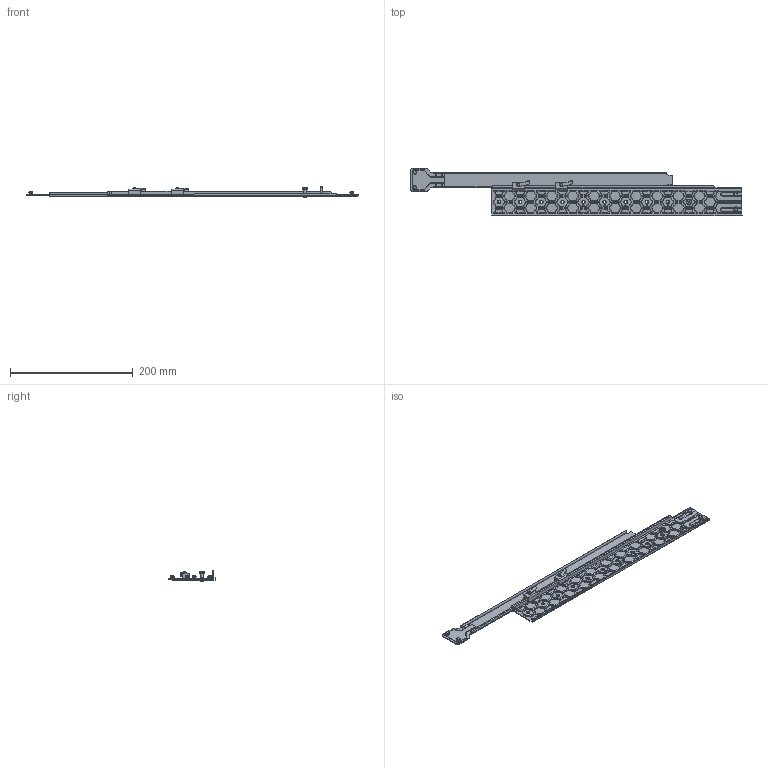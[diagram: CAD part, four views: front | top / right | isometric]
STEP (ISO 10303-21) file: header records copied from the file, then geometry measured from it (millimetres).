
FILE_DESCRIPTION(/* description */ ('STEP AP203'),/* implementation_level */ '2;1');
FILE_NAME(/* name */ 'PB-2IN1-SYNCHROPRO.stp',/* time_stamp */ '2022-12-28T14:55:22+01:00',/* author */ ('tomaszw'),/* organization */ (''),/* preprocessor_version */ 'ST-DEVELOPER v19.2',/* originating_system */ 'Autodesk Inventor 2023',/* authorisation */ '');
FILE_SCHEMA (('AUTOMOTIVE_DESIGN { 1 0 10303 214 3 1 1 }'));
Products named in the file (11): ³éÌë¿î3DÍ¼µµ; HG-FH-OD-020; Á¬½ÓÇÅ·½°¸; HG-FH-OD-025; HG-FH-OD-066-01; HG-FH-OD-057; HG-FH-OD-065; HG-FH-OD-070; HG-FH-OD-068; HG-FH-OC-032; HG-FH-OD-067
Assembly tree (16 placements, depth 2):
  ³éÌë¿î3DÍ¼µµ
    HG-FH-OD-020
    Á¬½ÓÇÅ·½°¸
    HG-FH-OD-025
    HG-FH-OD-066-01
    HG-FH-OD-057
    HG-FH-OC-032  x4
    HG-FH-OD-068  x2
    HG-FH-OD-065  x2
    HG-FH-OD-070  x2
    HG-FH-OD-067
Bounding box: 540 x 77.24 x 16.7 mm (x, y, z)
Volume: 57661.3 mm3; surface area: 89647.6 mm2
Topology: 15 solids, 15 shells, 2989 faces, 7257 edges, 4157 vertices
Faces by surface type: cylinder 1306, plane 1003, torus 329, bspline 325, cone 18, sphere 8
Full cylindrical faces by diameter (mm): 2.5 x4, 3 x9, 3.5 x2, 3.55 x2, 4 x4, 4.2 x11, 5 x1, 6.2 x10, 6.5 x4, 9.2 x1
Entity records: 102083 total; most frequent: CARTESIAN_POINT 36679, DIRECTION 13754, ORIENTED_EDGE 13478, EDGE_CURVE 6739, AXIS2_PLACEMENT_3D 5087, VERTEX_POINT 4008, LINE 3580, VECTOR 3580
